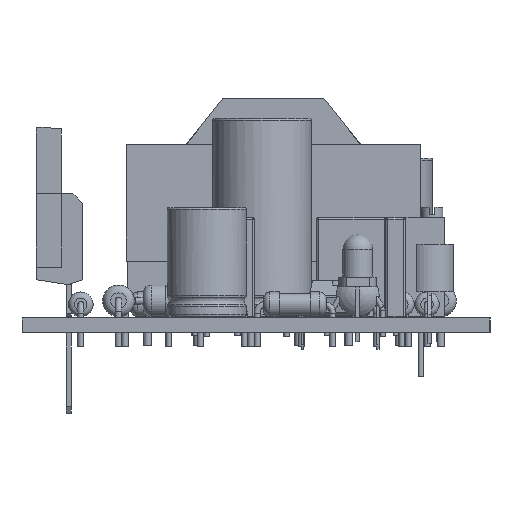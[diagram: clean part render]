
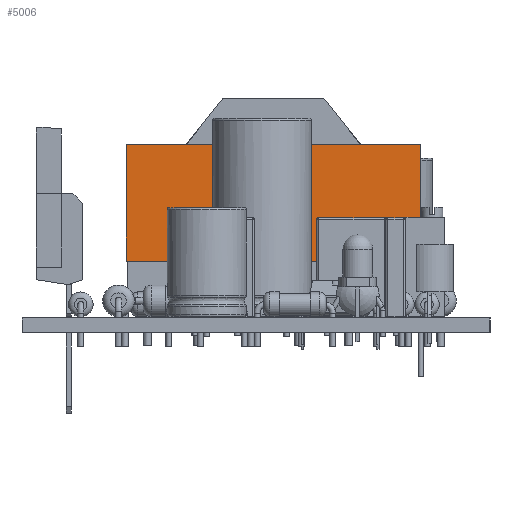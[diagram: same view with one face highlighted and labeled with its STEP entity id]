
A CAD part, left-side view. The second image highlights one B-rep face of the part: STEP entity #5006.
In plain terms, the highlighted planar face has unit normal (-1, 0, 0).
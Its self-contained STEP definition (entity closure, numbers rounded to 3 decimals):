
#5006 = ADVANCED_FACE('',(#5007),#5057,.T.);
#5007 = FACE_BOUND('',#5008,.F.);
#5008 = EDGE_LOOP('',(#5009,#5019,#5027,#5035,#5043,#5051));
#5009 = ORIENTED_EDGE('',*,*,#5010,.T.);
#5010 = EDGE_CURVE('',#5011,#5013,#5015,.T.);
#5011 = VERTEX_POINT('',#5012);
#5012 = CARTESIAN_POINT('',(-14.4,-14.85,17.4));
#5013 = VERTEX_POINT('',#5014);
#5014 = CARTESIAN_POINT('',(-14.4,-14.85,5.6));
#5015 = LINE('',#5016,#5017);
#5016 = CARTESIAN_POINT('',(-14.4,-14.85,17.4));
#5017 = VECTOR('',#5018,1.);
#5018 = DIRECTION('',(0.,0.,-1.));
#5019 = ORIENTED_EDGE('',*,*,#5020,.T.);
#5020 = EDGE_CURVE('',#5013,#5021,#5023,.T.);
#5021 = VERTEX_POINT('',#5022);
#5022 = CARTESIAN_POINT('',(-14.4,-14.75,5.6));
#5023 = LINE('',#5024,#5025);
#5024 = CARTESIAN_POINT('',(-14.4,-14.85,5.6));
#5025 = VECTOR('',#5026,1.);
#5026 = DIRECTION('',(0.,1.,0.));
#5027 = ORIENTED_EDGE('',*,*,#5028,.T.);
#5028 = EDGE_CURVE('',#5021,#5029,#5031,.T.);
#5029 = VERTEX_POINT('',#5030);
#5030 = CARTESIAN_POINT('',(-14.4,14.75,5.6));
#5031 = LINE('',#5032,#5033);
#5032 = CARTESIAN_POINT('',(-14.4,-14.85,5.6));
#5033 = VECTOR('',#5034,1.);
#5034 = DIRECTION('',(0.,1.,0.));
#5035 = ORIENTED_EDGE('',*,*,#5036,.T.);
#5036 = EDGE_CURVE('',#5029,#5037,#5039,.T.);
#5037 = VERTEX_POINT('',#5038);
#5038 = CARTESIAN_POINT('',(-14.4,14.85,5.6));
#5039 = LINE('',#5040,#5041);
#5040 = CARTESIAN_POINT('',(-14.4,-14.85,5.6));
#5041 = VECTOR('',#5042,1.);
#5042 = DIRECTION('',(0.,1.,0.));
#5043 = ORIENTED_EDGE('',*,*,#5044,.T.);
#5044 = EDGE_CURVE('',#5037,#5045,#5047,.T.);
#5045 = VERTEX_POINT('',#5046);
#5046 = CARTESIAN_POINT('',(-14.4,14.85,17.4));
#5047 = LINE('',#5048,#5049);
#5048 = CARTESIAN_POINT('',(-14.4,14.85,5.6));
#5049 = VECTOR('',#5050,1.);
#5050 = DIRECTION('',(0.,0.,1.));
#5051 = ORIENTED_EDGE('',*,*,#5052,.T.);
#5052 = EDGE_CURVE('',#5045,#5011,#5053,.T.);
#5053 = LINE('',#5054,#5055);
#5054 = CARTESIAN_POINT('',(-14.4,14.85,17.4));
#5055 = VECTOR('',#5056,1.);
#5056 = DIRECTION('',(0.,-1.,0.));
#5057 = PLANE('',#5058);
#5058 = AXIS2_PLACEMENT_3D('',#5059,#5060,#5061);
#5059 = CARTESIAN_POINT('',(-14.4,0.,11.5));
#5060 = DIRECTION('',(-1.,0.,0.));
#5061 = DIRECTION('',(0.,0.,-1.));
